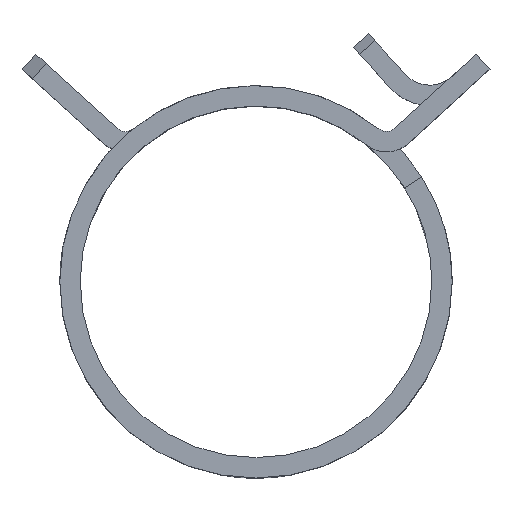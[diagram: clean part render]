
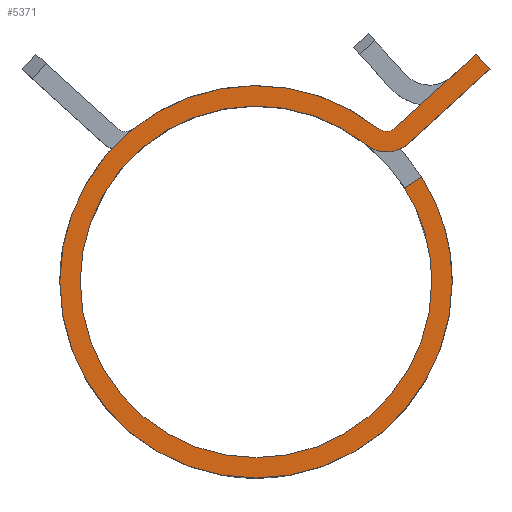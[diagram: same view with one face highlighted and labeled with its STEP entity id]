
A CAD part, top view. The second image highlights one B-rep face of the part: STEP entity #5371.
In plain terms, the highlighted planar face has unit normal (0, 0, 1).
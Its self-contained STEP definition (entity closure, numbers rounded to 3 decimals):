
#5 = CARTESIAN_POINT ( 'NONE',  ( 9.176, 11.42, 6. ) ) ;
#75 = DIRECTION ( 'NONE',  ( 0., 0., 1. ) ) ;
#221 = EDGE_CURVE ( 'NONE', #4132, #600, #3465, .T. ) ;
#226 = DIRECTION ( 'NONE',  ( 1., 0., 0. ) ) ;
#434 = ORIENTED_EDGE ( 'NONE', *, *, #221, .T. ) ;
#481 = LINE ( 'NONE', #5274, #5447 ) ;
#553 = VERTEX_POINT ( 'NONE', #4431 ) ;
#576 = CARTESIAN_POINT ( 'NONE',  ( 0., 0., 6. ) ) ;
#587 = ORIENTED_EDGE ( 'NONE', *, *, #5231, .T. ) ;
#600 = VERTEX_POINT ( 'NONE', #3434 ) ;
#638 = AXIS2_PLACEMENT_3D ( 'NONE', #576, #75, #1979 ) ;
#670 = VECTOR ( 'NONE', #2254, 1000. ) ;
#729 = CARTESIAN_POINT ( 'NONE',  ( 0., 0., 6. ) ) ;
#781 = DIRECTION ( 'NONE',  ( 1., 0., 0. ) ) ;
#837 = CIRCLE ( 'NONE', #1626, 16.35 ) ;
#843 = VECTOR ( 'NONE', #3788, 1000. ) ;
#865 = VERTEX_POINT ( 'NONE', #5826 ) ;
#986 = DIRECTION ( 'NONE',  ( 0., 0., -1. ) ) ;
#1167 = DIRECTION ( 'NONE',  ( -1., 0., 0. ) ) ;
#1176 = ORIENTED_EDGE ( 'NONE', *, *, #2991, .F. ) ;
#1216 = EDGE_CURVE ( 'NONE', #865, #5527, #5551, .T. ) ;
#1227 = LINE ( 'NONE', #1723, #670 ) ;
#1271 = ORIENTED_EDGE ( 'NONE', *, *, #1216, .T. ) ;
#1280 = CARTESIAN_POINT ( 'NONE',  ( 11.54, 12.785, 6. ) ) ;
#1286 = VERTEX_POINT ( 'NONE', #1959 ) ;
#1322 = LINE ( 'NONE', #4686, #843 ) ;
#1491 = DIRECTION ( 'NONE',  ( -0.74, -0.673, 0. ) ) ;
#1626 = AXIS2_PLACEMENT_3D ( 'NONE', #2885, #3676, #2980 ) ;
#1635 = FACE_OUTER_BOUND ( 'NONE', #2495, .T. ) ;
#1636 = CARTESIAN_POINT ( 'NONE',  ( 18.357, 18.98, 6. ) ) ;
#1668 = VERTEX_POINT ( 'NONE', #2923 ) ;
#1723 = CARTESIAN_POINT ( 'NONE',  ( 18.357, 18.98, 6. ) ) ;
#1798 = DIRECTION ( 'NONE',  ( 0., 0., 1. ) ) ;
#1816 = AXIS2_PLACEMENT_3D ( 'NONE', #3518, #5510, #781 ) ;
#1959 = CARTESIAN_POINT ( 'NONE',  ( -16.35, 0., 6. ) ) ;
#1979 = DIRECTION ( 'NONE',  ( 1., 0., 0. ) ) ;
#2062 = ORIENTED_EDGE ( 'NONE', *, *, #3079, .F. ) ;
#2076 = CARTESIAN_POINT ( 'NONE',  ( 0., 0., 6. ) ) ;
#2113 = VERTEX_POINT ( 'NONE', #1636 ) ;
#2128 = CIRCLE ( 'NONE', #5594, 2.7 ) ;
#2164 = PLANE ( 'NONE',  #6096 ) ;
#2222 = CIRCLE ( 'NONE', #638, 14.65 ) ;
#2254 = DIRECTION ( 'NONE',  ( 0.673, -0.74, 0. ) ) ;
#2352 = DIRECTION ( 'NONE',  ( 1., 0., 0. ) ) ;
#2495 = EDGE_LOOP ( 'NONE', ( #5759, #2613, #1271, #2062, #4010, #5502, #5169, #2893, #4617, #1176, #587, #434 ) ) ;
#2527 = AXIS2_PLACEMENT_3D ( 'NONE', #729, #2595, #226 ) ;
#2586 = VERTEX_POINT ( 'NONE', #5067 ) ;
#2595 = DIRECTION ( 'NONE',  ( 0., 0., 1. ) ) ;
#2613 = ORIENTED_EDGE ( 'NONE', *, *, #2835, .T. ) ;
#2835 = EDGE_CURVE ( 'NONE', #1286, #865, #3458, .T. ) ;
#2881 = CARTESIAN_POINT ( 'NONE',  ( 13.825, 8.728, 6. ) ) ;
#2885 = CARTESIAN_POINT ( 'NONE',  ( 0., 0., 6. ) ) ;
#2893 = ORIENTED_EDGE ( 'NONE', *, *, #4137, .F. ) ;
#2923 = CARTESIAN_POINT ( 'NONE',  ( 14.65, 0., 6. ) ) ;
#2952 = DIRECTION ( 'NONE',  ( 0., 0., 1. ) ) ;
#2980 = DIRECTION ( 'NONE',  ( 1., 0., 0. ) ) ;
#2991 = EDGE_CURVE ( 'NONE', #2113, #553, #1227, .T. ) ;
#2997 = CARTESIAN_POINT ( 'NONE',  ( 19.5, 17.722, 6. ) ) ;
#3079 = EDGE_CURVE ( 'NONE', #6131, #5527, #481, .T. ) ;
#3336 = LINE ( 'NONE', #2997, #4405 ) ;
#3387 = VERTEX_POINT ( 'NONE', #5 ) ;
#3434 = CARTESIAN_POINT ( 'NONE',  ( 10.241, 12.745, 6. ) ) ;
#3458 = CIRCLE ( 'NONE', #5243, 16.35 ) ;
#3465 = CIRCLE ( 'NONE', #5858, 1. ) ;
#3518 = CARTESIAN_POINT ( 'NONE',  ( 0., 0., 6. ) ) ;
#3537 = DIRECTION ( 'NONE',  ( 1., 0., 0. ) ) ;
#3676 = DIRECTION ( 'NONE',  ( 0., 0., 1. ) ) ;
#3771 = DIRECTION ( 'NONE',  ( 1., 0., 0. ) ) ;
#3783 = DIRECTION ( 'NONE',  ( 0.846, 0.534, 0. ) ) ;
#3788 = DIRECTION ( 'NONE',  ( -0.74, -0.673, 0. ) ) ;
#3976 = DIRECTION ( 'NONE',  ( 0., 0., -1. ) ) ;
#4010 = ORIENTED_EDGE ( 'NONE', *, *, #4498, .F. ) ;
#4132 = VERTEX_POINT ( 'NONE', #1280 ) ;
#4137 = EDGE_CURVE ( 'NONE', #2586, #3387, #2128, .T. ) ;
#4267 = EDGE_CURVE ( 'NONE', #553, #2586, #3336, .T. ) ;
#4405 = VECTOR ( 'NONE', #1491, 1000. ) ;
#4431 = CARTESIAN_POINT ( 'NONE',  ( 19.5, 17.722, 6. ) ) ;
#4498 = EDGE_CURVE ( 'NONE', #1668, #6131, #4507, .T. ) ;
#4507 = CIRCLE ( 'NONE', #1816, 14.65 ) ;
#4587 = EDGE_CURVE ( 'NONE', #600, #1286, #837, .T. ) ;
#4597 = VERTEX_POINT ( 'NONE', #5835 ) ;
#4617 = ORIENTED_EDGE ( 'NONE', *, *, #4267, .F. ) ;
#4686 = CARTESIAN_POINT ( 'NONE',  ( 18.357, 18.98, 6. ) ) ;
#4762 = CARTESIAN_POINT ( 'NONE',  ( 0., 0., 6. ) ) ;
#5013 = CIRCLE ( 'NONE', #2527, 14.65 ) ;
#5067 = CARTESIAN_POINT ( 'NONE',  ( 12.683, 11.527, 6. ) ) ;
#5169 = ORIENTED_EDGE ( 'NONE', *, *, #6024, .F. ) ;
#5218 = CARTESIAN_POINT ( 'NONE',  ( 10.867, 13.525, 6. ) ) ;
#5231 = EDGE_CURVE ( 'NONE', #2113, #4132, #1322, .T. ) ;
#5243 = AXIS2_PLACEMENT_3D ( 'NONE', #2076, #2952, #5877 ) ;
#5274 = CARTESIAN_POINT ( 'NONE',  ( 12.388, 7.821, 6. ) ) ;
#5290 = EDGE_CURVE ( 'NONE', #4597, #1668, #2222, .T. ) ;
#5371 = ADVANCED_FACE ( 'NONE', ( #1635 ), #2164, .T. ) ;
#5434 = CARTESIAN_POINT ( 'NONE',  ( 10.867, 13.525, 6. ) ) ;
#5447 = VECTOR ( 'NONE', #3783, 1000. ) ;
#5467 = CARTESIAN_POINT ( 'NONE',  ( 0., 0., 6. ) ) ;
#5502 = ORIENTED_EDGE ( 'NONE', *, *, #5290, .F. ) ;
#5510 = DIRECTION ( 'NONE',  ( 0., 0., 1. ) ) ;
#5527 = VERTEX_POINT ( 'NONE', #2881 ) ;
#5551 = CIRCLE ( 'NONE', #5861, 16.35 ) ;
#5594 = AXIS2_PLACEMENT_3D ( 'NONE', #5434, #3976, #1167 ) ;
#5759 = ORIENTED_EDGE ( 'NONE', *, *, #4587, .T. ) ;
#5826 = CARTESIAN_POINT ( 'NONE',  ( 16.35, 0., 6. ) ) ;
#5835 = CARTESIAN_POINT ( 'NONE',  ( -14.65, 0., 6. ) ) ;
#5858 = AXIS2_PLACEMENT_3D ( 'NONE', #5218, #986, #2352 ) ;
#5861 = AXIS2_PLACEMENT_3D ( 'NONE', #4762, #1798, #3771 ) ;
#5863 = CARTESIAN_POINT ( 'NONE',  ( 12.388, 7.821, 6. ) ) ;
#5877 = DIRECTION ( 'NONE',  ( 1., 0., 0. ) ) ;
#5990 = DIRECTION ( 'NONE',  ( 0., 0., 1. ) ) ;
#6024 = EDGE_CURVE ( 'NONE', #3387, #4597, #5013, .T. ) ;
#6096 = AXIS2_PLACEMENT_3D ( 'NONE', #5467, #5990, #3537 ) ;
#6131 = VERTEX_POINT ( 'NONE', #5863 ) ;
